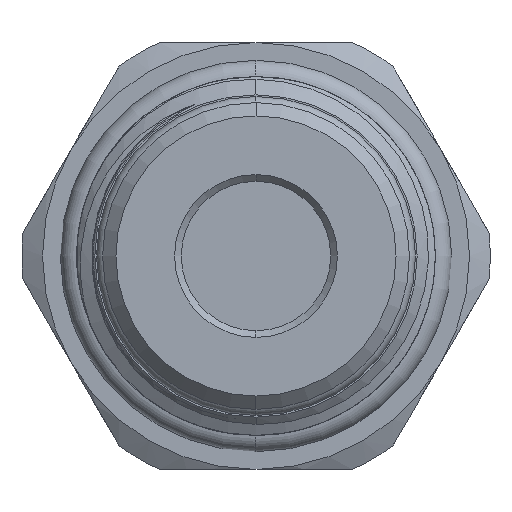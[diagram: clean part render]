
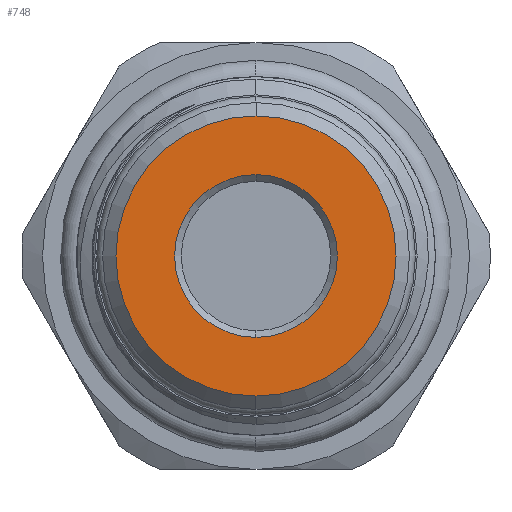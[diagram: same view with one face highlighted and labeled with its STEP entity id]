
A CAD part, left-side view. The second image highlights one B-rep face of the part: STEP entity #748.
In plain terms, the highlighted planar face has unit normal (-1, 0, 0).
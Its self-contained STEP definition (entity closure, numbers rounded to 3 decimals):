
#15 = EDGE_LOOP ( 'NONE', ( #8453, #7748 ) ) ;
#462 = AXIS2_PLACEMENT_3D ( 'NONE', #4187, #12386, #5228 ) ;
#663 = CARTESIAN_POINT ( 'NONE',  ( -46.35, 0., 0. ) ) ;
#731 = DIRECTION ( 'NONE',  ( -1., 0., 0. ) ) ;
#748 = ADVANCED_FACE ( 'NONE', ( #8981, #13542 ), #2133, .F. ) ;
#853 = CIRCLE ( 'NONE', #11127, 10.5 ) ;
#1689 = VERTEX_POINT ( 'NONE', #10770 ) ;
#2133 = PLANE ( 'NONE',  #462 ) ;
#2289 = DIRECTION ( 'NONE',  ( 1., 0., 0. ) ) ;
#2490 = ORIENTED_EDGE ( 'NONE', *, *, #2547, .T. ) ;
#2547 = EDGE_CURVE ( 'NONE', #1689, #11563, #3416, .T. ) ;
#3126 = CARTESIAN_POINT ( 'NONE',  ( -46.35, 0., 0. ) ) ;
#3416 = CIRCLE ( 'NONE', #11953, 6.1 ) ;
#3669 = DIRECTION ( 'NONE',  ( -1., 0., 0. ) ) ;
#4187 = CARTESIAN_POINT ( 'NONE',  ( -46.35, 0., 0. ) ) ;
#4411 = DIRECTION ( 'NONE',  ( 0., 0., 1. ) ) ;
#5113 = CIRCLE ( 'NONE', #9879, 10.5 ) ;
#5228 = DIRECTION ( 'NONE',  ( 0., 0., 1. ) ) ;
#5661 = CARTESIAN_POINT ( 'NONE',  ( -46.35, 0., 10.5 ) ) ;
#6161 = EDGE_LOOP ( 'NONE', ( #7740, #2490 ) ) ;
#6874 = CARTESIAN_POINT ( 'NONE',  ( -46.35, 0., -10.5 ) ) ;
#7509 = EDGE_CURVE ( 'NONE', #11563, #1689, #8911, .T. ) ;
#7740 = ORIENTED_EDGE ( 'NONE', *, *, #7509, .T. ) ;
#7748 = ORIENTED_EDGE ( 'NONE', *, *, #10053, .T. ) ;
#8306 = AXIS2_PLACEMENT_3D ( 'NONE', #3126, #10491, #8465 ) ;
#8453 = ORIENTED_EDGE ( 'NONE', *, *, #10655, .T. ) ;
#8465 = DIRECTION ( 'NONE',  ( 0., 0., 1. ) ) ;
#8694 = CARTESIAN_POINT ( 'NONE',  ( -46.35, 0., 0. ) ) ;
#8911 = CIRCLE ( 'NONE', #8306, 6.1 ) ;
#8981 = FACE_OUTER_BOUND ( 'NONE', #15, .T. ) ;
#9038 = VERTEX_POINT ( 'NONE', #5661 ) ;
#9879 = AXIS2_PLACEMENT_3D ( 'NONE', #12230, #731, #11413 ) ;
#10053 = EDGE_CURVE ( 'NONE', #12646, #9038, #853, .T. ) ;
#10111 = DIRECTION ( 'NONE',  ( 0., 0., 1. ) ) ;
#10491 = DIRECTION ( 'NONE',  ( 1., 0., 0. ) ) ;
#10655 = EDGE_CURVE ( 'NONE', #9038, #12646, #5113, .T. ) ;
#10770 = CARTESIAN_POINT ( 'NONE',  ( -46.35, 0., 6.1 ) ) ;
#11127 = AXIS2_PLACEMENT_3D ( 'NONE', #663, #3669, #10111 ) ;
#11413 = DIRECTION ( 'NONE',  ( 0., 0., 1. ) ) ;
#11563 = VERTEX_POINT ( 'NONE', #12925 ) ;
#11953 = AXIS2_PLACEMENT_3D ( 'NONE', #8694, #2289, #4411 ) ;
#12230 = CARTESIAN_POINT ( 'NONE',  ( -46.35, 0., 0. ) ) ;
#12386 = DIRECTION ( 'NONE',  ( 1., 0., 0. ) ) ;
#12646 = VERTEX_POINT ( 'NONE', #6874 ) ;
#12925 = CARTESIAN_POINT ( 'NONE',  ( -46.35, 0., -6.1 ) ) ;
#13542 = FACE_BOUND ( 'NONE', #6161, .T. ) ;
